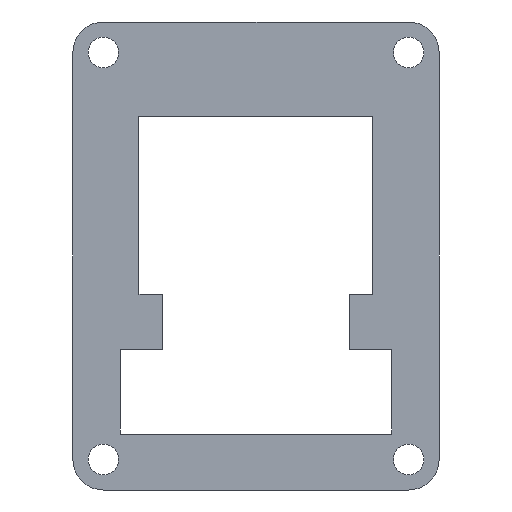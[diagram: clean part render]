
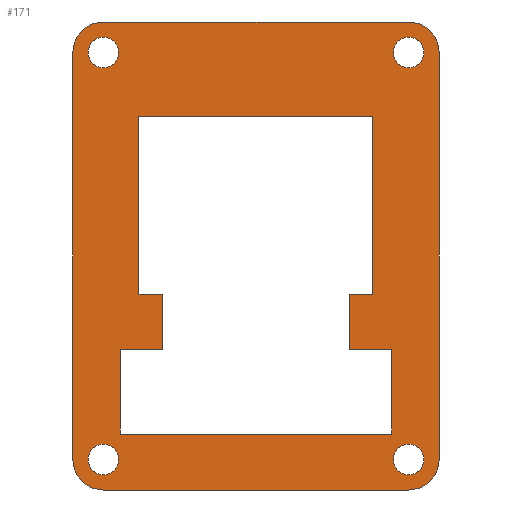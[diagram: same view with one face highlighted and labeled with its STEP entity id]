
A CAD part, front view. The second image highlights one B-rep face of the part: STEP entity #171.
In plain terms, the highlighted planar face has unit normal (0, -1, 0).
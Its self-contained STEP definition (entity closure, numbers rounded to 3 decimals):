
#40 = VERTEX_POINT('',#41);
#41 = CARTESIAN_POINT('',(18.,0.,-33.6));
#59 = VERTEX_POINT('',#60);
#60 = CARTESIAN_POINT('',(21.6,0.,-30.));
#66 = EDGE_CURVE('',#40,#59,#67,.T.);
#67 = CIRCLE('',#68,3.6);
#68 = AXIS2_PLACEMENT_3D('',#69,#70,#71);
#69 = CARTESIAN_POINT('',(18.,0.,-30.));
#70 = DIRECTION('',(0.,-1.,0.));
#71 = DIRECTION('',(1.,0.,0.));
#81 = EDGE_CURVE('',#40,#82,#84,.T.);
#82 = VERTEX_POINT('',#83);
#83 = CARTESIAN_POINT('',(-18.,0.,-33.6));
#84 = LINE('',#85,#86);
#85 = CARTESIAN_POINT('',(18.,0.,-33.6));
#86 = VECTOR('',#87,1.);
#87 = DIRECTION('',(-1.,0.,0.));
#154 = VERTEX_POINT('',#155);
#155 = CARTESIAN_POINT('',(21.6,0.,18.));
#161 = EDGE_CURVE('',#59,#154,#162,.T.);
#162 = LINE('',#163,#164);
#163 = CARTESIAN_POINT('',(21.6,0.,-30.));
#164 = VECTOR('',#165,1.);
#165 = DIRECTION('',(0.,0.,1.));
#171 = ADVANCED_FACE('',(#172,#234,#332,#343,#354,#365),#376,.F.);
#172 = FACE_BOUND('',#173,.T.);
#173 = EDGE_LOOP('',(#174,#175,#176,#185,#193,#201,#209,#218,#226,#233)
  );
#174 = ORIENTED_EDGE('',*,*,#66,.T.);
#175 = ORIENTED_EDGE('',*,*,#161,.T.);
#176 = ORIENTED_EDGE('',*,*,#177,.T.);
#177 = EDGE_CURVE('',#154,#178,#180,.T.);
#178 = VERTEX_POINT('',#179);
#179 = CARTESIAN_POINT('',(18.,0.,21.6));
#180 = CIRCLE('',#181,3.6);
#181 = AXIS2_PLACEMENT_3D('',#182,#183,#184);
#182 = CARTESIAN_POINT('',(18.,0.,18.));
#183 = DIRECTION('',(0.,-1.,0.));
#184 = DIRECTION('',(1.,0.,0.));
#185 = ORIENTED_EDGE('',*,*,#186,.T.);
#186 = EDGE_CURVE('',#178,#187,#189,.T.);
#187 = VERTEX_POINT('',#188);
#188 = CARTESIAN_POINT('',(7.,0.,21.6));
#189 = LINE('',#190,#191);
#190 = CARTESIAN_POINT('',(18.,0.,21.6));
#191 = VECTOR('',#192,1.);
#192 = DIRECTION('',(-1.,0.,0.));
#193 = ORIENTED_EDGE('',*,*,#194,.T.);
#194 = EDGE_CURVE('',#187,#195,#197,.T.);
#195 = VERTEX_POINT('',#196);
#196 = CARTESIAN_POINT('',(-7.,0.,21.6));
#197 = LINE('',#198,#199);
#198 = CARTESIAN_POINT('',(7.,0.,21.6));
#199 = VECTOR('',#200,1.);
#200 = DIRECTION('',(-1.,0.,0.));
#201 = ORIENTED_EDGE('',*,*,#202,.T.);
#202 = EDGE_CURVE('',#195,#203,#205,.T.);
#203 = VERTEX_POINT('',#204);
#204 = CARTESIAN_POINT('',(-18.,0.,21.6));
#205 = LINE('',#206,#207);
#206 = CARTESIAN_POINT('',(-7.,0.,21.6));
#207 = VECTOR('',#208,1.);
#208 = DIRECTION('',(-1.,0.,0.));
#209 = ORIENTED_EDGE('',*,*,#210,.T.);
#210 = EDGE_CURVE('',#203,#211,#213,.T.);
#211 = VERTEX_POINT('',#212);
#212 = CARTESIAN_POINT('',(-21.6,0.,18.));
#213 = CIRCLE('',#214,3.6);
#214 = AXIS2_PLACEMENT_3D('',#215,#216,#217);
#215 = CARTESIAN_POINT('',(-18.,0.,18.));
#216 = DIRECTION('',(0.,-1.,0.));
#217 = DIRECTION('',(1.,0.,0.));
#218 = ORIENTED_EDGE('',*,*,#219,.T.);
#219 = EDGE_CURVE('',#211,#220,#222,.T.);
#220 = VERTEX_POINT('',#221);
#221 = CARTESIAN_POINT('',(-21.6,0.,-30.));
#222 = LINE('',#223,#224);
#223 = CARTESIAN_POINT('',(-21.6,0.,18.));
#224 = VECTOR('',#225,1.);
#225 = DIRECTION('',(0.,0.,-1.));
#226 = ORIENTED_EDGE('',*,*,#227,.T.);
#227 = EDGE_CURVE('',#220,#82,#228,.T.);
#228 = CIRCLE('',#229,3.6);
#229 = AXIS2_PLACEMENT_3D('',#230,#231,#232);
#230 = CARTESIAN_POINT('',(-18.,0.,-30.));
#231 = DIRECTION('',(0.,-1.,0.));
#232 = DIRECTION('',(1.,0.,0.));
#233 = ORIENTED_EDGE('',*,*,#81,.F.);
#234 = FACE_BOUND('',#235,.F.);
#235 = EDGE_LOOP('',(#236,#246,#254,#262,#270,#278,#286,#294,#302,#310,
    #318,#326));
#236 = ORIENTED_EDGE('',*,*,#237,.T.);
#237 = EDGE_CURVE('',#238,#240,#242,.T.);
#238 = VERTEX_POINT('',#239);
#239 = CARTESIAN_POINT('',(-11.,0.,-10.5));
#240 = VERTEX_POINT('',#241);
#241 = CARTESIAN_POINT('',(-11.,0.,-17.));
#242 = LINE('',#243,#244);
#243 = CARTESIAN_POINT('',(-11.,0.,-10.5));
#244 = VECTOR('',#245,1.);
#245 = DIRECTION('',(0.,0.,-1.));
#246 = ORIENTED_EDGE('',*,*,#247,.T.);
#247 = EDGE_CURVE('',#240,#248,#250,.T.);
#248 = VERTEX_POINT('',#249);
#249 = CARTESIAN_POINT('',(-16.,0.,-17.));
#250 = LINE('',#251,#252);
#251 = CARTESIAN_POINT('',(-11.,0.,-17.));
#252 = VECTOR('',#253,1.);
#253 = DIRECTION('',(-1.,0.,0.));
#254 = ORIENTED_EDGE('',*,*,#255,.T.);
#255 = EDGE_CURVE('',#248,#256,#258,.T.);
#256 = VERTEX_POINT('',#257);
#257 = CARTESIAN_POINT('',(-16.,0.,-27.));
#258 = LINE('',#259,#260);
#259 = CARTESIAN_POINT('',(-16.,0.,-17.));
#260 = VECTOR('',#261,1.);
#261 = DIRECTION('',(0.,0.,-1.));
#262 = ORIENTED_EDGE('',*,*,#263,.T.);
#263 = EDGE_CURVE('',#256,#264,#266,.T.);
#264 = VERTEX_POINT('',#265);
#265 = CARTESIAN_POINT('',(16.,0.,-27.));
#266 = LINE('',#267,#268);
#267 = CARTESIAN_POINT('',(-16.,0.,-27.));
#268 = VECTOR('',#269,1.);
#269 = DIRECTION('',(1.,0.,0.));
#270 = ORIENTED_EDGE('',*,*,#271,.T.);
#271 = EDGE_CURVE('',#264,#272,#274,.T.);
#272 = VERTEX_POINT('',#273);
#273 = CARTESIAN_POINT('',(16.,0.,-17.));
#274 = LINE('',#275,#276);
#275 = CARTESIAN_POINT('',(16.,0.,-27.));
#276 = VECTOR('',#277,1.);
#277 = DIRECTION('',(0.,0.,1.));
#278 = ORIENTED_EDGE('',*,*,#279,.T.);
#279 = EDGE_CURVE('',#272,#280,#282,.T.);
#280 = VERTEX_POINT('',#281);
#281 = CARTESIAN_POINT('',(11.,0.,-17.));
#282 = LINE('',#283,#284);
#283 = CARTESIAN_POINT('',(16.,0.,-17.));
#284 = VECTOR('',#285,1.);
#285 = DIRECTION('',(-1.,0.,0.));
#286 = ORIENTED_EDGE('',*,*,#287,.T.);
#287 = EDGE_CURVE('',#280,#288,#290,.T.);
#288 = VERTEX_POINT('',#289);
#289 = CARTESIAN_POINT('',(11.,0.,-10.5));
#290 = LINE('',#291,#292);
#291 = CARTESIAN_POINT('',(11.,0.,-17.));
#292 = VECTOR('',#293,1.);
#293 = DIRECTION('',(0.,0.,1.));
#294 = ORIENTED_EDGE('',*,*,#295,.F.);
#295 = EDGE_CURVE('',#296,#288,#298,.T.);
#296 = VERTEX_POINT('',#297);
#297 = CARTESIAN_POINT('',(13.8,0.,-10.5));
#298 = LINE('',#299,#300);
#299 = CARTESIAN_POINT('',(13.8,0.,-10.5));
#300 = VECTOR('',#301,1.);
#301 = DIRECTION('',(-1.,0.,0.));
#302 = ORIENTED_EDGE('',*,*,#303,.F.);
#303 = EDGE_CURVE('',#304,#296,#306,.T.);
#304 = VERTEX_POINT('',#305);
#305 = CARTESIAN_POINT('',(13.8,0.,10.5));
#306 = LINE('',#307,#308);
#307 = CARTESIAN_POINT('',(13.8,0.,10.5));
#308 = VECTOR('',#309,1.);
#309 = DIRECTION('',(0.,0.,-1.));
#310 = ORIENTED_EDGE('',*,*,#311,.F.);
#311 = EDGE_CURVE('',#312,#304,#314,.T.);
#312 = VERTEX_POINT('',#313);
#313 = CARTESIAN_POINT('',(-13.8,0.,10.5));
#314 = LINE('',#315,#316);
#315 = CARTESIAN_POINT('',(-13.8,0.,10.5));
#316 = VECTOR('',#317,1.);
#317 = DIRECTION('',(1.,0.,0.));
#318 = ORIENTED_EDGE('',*,*,#319,.F.);
#319 = EDGE_CURVE('',#320,#312,#322,.T.);
#320 = VERTEX_POINT('',#321);
#321 = CARTESIAN_POINT('',(-13.8,0.,-10.5));
#322 = LINE('',#323,#324);
#323 = CARTESIAN_POINT('',(-13.8,0.,-10.5));
#324 = VECTOR('',#325,1.);
#325 = DIRECTION('',(0.,0.,1.));
#326 = ORIENTED_EDGE('',*,*,#327,.F.);
#327 = EDGE_CURVE('',#238,#320,#328,.T.);
#328 = LINE('',#329,#330);
#329 = CARTESIAN_POINT('',(-11.,0.,-10.5));
#330 = VECTOR('',#331,1.);
#331 = DIRECTION('',(-1.,0.,0.));
#332 = FACE_BOUND('',#333,.F.);
#333 = EDGE_LOOP('',(#334));
#334 = ORIENTED_EDGE('',*,*,#335,.T.);
#335 = EDGE_CURVE('',#336,#336,#338,.T.);
#336 = VERTEX_POINT('',#337);
#337 = CARTESIAN_POINT('',(-16.2,0.,-30.));
#338 = CIRCLE('',#339,1.8);
#339 = AXIS2_PLACEMENT_3D('',#340,#341,#342);
#340 = CARTESIAN_POINT('',(-18.,0.,-30.));
#341 = DIRECTION('',(0.,-1.,0.));
#342 = DIRECTION('',(1.,0.,0.));
#343 = FACE_BOUND('',#344,.F.);
#344 = EDGE_LOOP('',(#345));
#345 = ORIENTED_EDGE('',*,*,#346,.T.);
#346 = EDGE_CURVE('',#347,#347,#349,.T.);
#347 = VERTEX_POINT('',#348);
#348 = CARTESIAN_POINT('',(19.8,0.,-30.));
#349 = CIRCLE('',#350,1.8);
#350 = AXIS2_PLACEMENT_3D('',#351,#352,#353);
#351 = CARTESIAN_POINT('',(18.,0.,-30.));
#352 = DIRECTION('',(0.,-1.,0.));
#353 = DIRECTION('',(1.,0.,0.));
#354 = FACE_BOUND('',#355,.F.);
#355 = EDGE_LOOP('',(#356));
#356 = ORIENTED_EDGE('',*,*,#357,.T.);
#357 = EDGE_CURVE('',#358,#358,#360,.T.);
#358 = VERTEX_POINT('',#359);
#359 = CARTESIAN_POINT('',(19.8,0.,18.));
#360 = CIRCLE('',#361,1.8);
#361 = AXIS2_PLACEMENT_3D('',#362,#363,#364);
#362 = CARTESIAN_POINT('',(18.,0.,18.));
#363 = DIRECTION('',(0.,-1.,0.));
#364 = DIRECTION('',(1.,0.,0.));
#365 = FACE_BOUND('',#366,.F.);
#366 = EDGE_LOOP('',(#367));
#367 = ORIENTED_EDGE('',*,*,#368,.T.);
#368 = EDGE_CURVE('',#369,#369,#371,.T.);
#369 = VERTEX_POINT('',#370);
#370 = CARTESIAN_POINT('',(-16.2,0.,18.));
#371 = CIRCLE('',#372,1.8);
#372 = AXIS2_PLACEMENT_3D('',#373,#374,#375);
#373 = CARTESIAN_POINT('',(-18.,0.,18.));
#374 = DIRECTION('',(0.,-1.,0.));
#375 = DIRECTION('',(1.,0.,0.));
#376 = PLANE('',#377);
#377 = AXIS2_PLACEMENT_3D('',#378,#379,#380);
#378 = CARTESIAN_POINT('',(0.,0.,
    -7.377));
#379 = DIRECTION('',(0.,1.,0.));
#380 = DIRECTION('',(0.,0.,1.));
